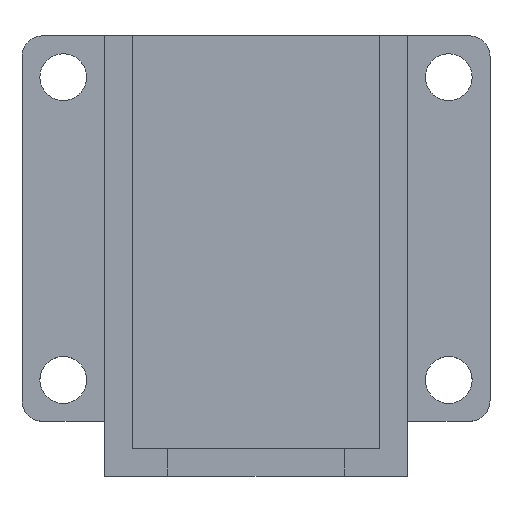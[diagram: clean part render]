
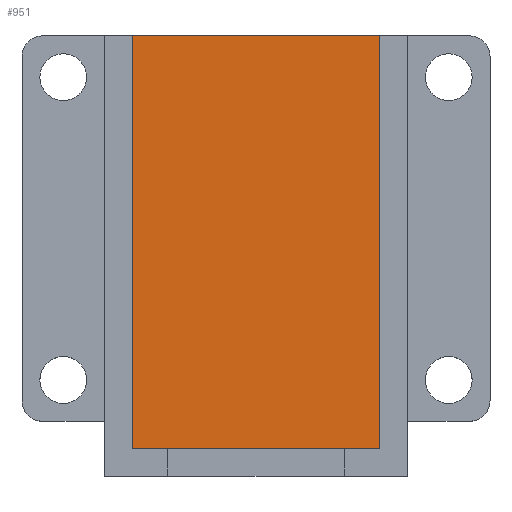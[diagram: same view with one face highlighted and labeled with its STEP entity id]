
A CAD part, top view. The second image highlights one B-rep face of the part: STEP entity #951.
In plain terms, the highlighted planar face has unit normal (0, 0, 1).
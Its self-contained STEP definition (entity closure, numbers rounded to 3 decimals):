
#6 = CARTESIAN_POINT ( 'NONE',  ( 9., -14., 2. ) ) ;
#13 = CARTESIAN_POINT ( 'NONE',  ( -9., -14., 2. ) ) ;
#27 = VERTEX_POINT ( 'NONE', #6 ) ;
#57 = VERTEX_POINT ( 'NONE', #13 ) ;
#123 = CARTESIAN_POINT ( 'NONE',  ( -17., 16., 2. ) ) ;
#164 = VERTEX_POINT ( 'NONE', #763 ) ;
#174 = DIRECTION ( 'NONE',  ( 1., 0., 0. ) ) ;
#191 = LINE ( 'NONE', #743, #624 ) ;
#201 = CARTESIAN_POINT ( 'NONE',  ( 0., 0., 2. ) ) ;
#216 = CARTESIAN_POINT ( 'NONE',  ( 9., 16., 2. ) ) ;
#253 = CARTESIAN_POINT ( 'NONE',  ( 0., -14., 2. ) ) ;
#296 = FACE_OUTER_BOUND ( 'NONE', #1021, .T. ) ;
#338 = VECTOR ( 'NONE', #927, 1000. ) ;
#339 = LINE ( 'NONE', #253, #778 ) ;
#399 = LINE ( 'NONE', #1127, #338 ) ;
#418 = AXIS2_PLACEMENT_3D ( 'NONE', #201, #563, #477 ) ;
#450 = ORIENTED_EDGE ( 'NONE', *, *, #828, .T. ) ;
#470 = DIRECTION ( 'NONE',  ( 0., -1., 0. ) ) ;
#477 = DIRECTION ( 'NONE',  ( -1., 0., 0. ) ) ;
#522 = ORIENTED_EDGE ( 'NONE', *, *, #978, .T. ) ;
#563 = DIRECTION ( 'NONE',  ( 0., 0., -1. ) ) ;
#601 = VERTEX_POINT ( 'NONE', #216 ) ;
#624 = VECTOR ( 'NONE', #470, 1000. ) ;
#737 = PLANE ( 'NONE',  #418 ) ;
#743 = CARTESIAN_POINT ( 'NONE',  ( -9., 0., 2. ) ) ;
#763 = CARTESIAN_POINT ( 'NONE',  ( -9., 16., 2. ) ) ;
#778 = VECTOR ( 'NONE', #174, 1000. ) ;
#786 = DIRECTION ( 'NONE',  ( -1., 0., 0. ) ) ;
#828 = EDGE_CURVE ( 'NONE', #57, #27, #339, .T. ) ;
#847 = EDGE_CURVE ( 'NONE', #164, #57, #191, .T. ) ;
#856 = ORIENTED_EDGE ( 'NONE', *, *, #1063, .F. ) ;
#910 = ORIENTED_EDGE ( 'NONE', *, *, #847, .T. ) ;
#922 = LINE ( 'NONE', #123, #1011 ) ;
#927 = DIRECTION ( 'NONE',  ( 0., -1., 0. ) ) ;
#951 = ADVANCED_FACE ( 'NONE', ( #296 ), #737, .F. ) ;
#978 = EDGE_CURVE ( 'NONE', #601, #164, #922, .T. ) ;
#1011 = VECTOR ( 'NONE', #786, 1000. ) ;
#1021 = EDGE_LOOP ( 'NONE', ( #450, #856, #522, #910 ) ) ;
#1063 = EDGE_CURVE ( 'NONE', #601, #27, #399, .T. ) ;
#1127 = CARTESIAN_POINT ( 'NONE',  ( 9., 0., 2. ) ) ;
